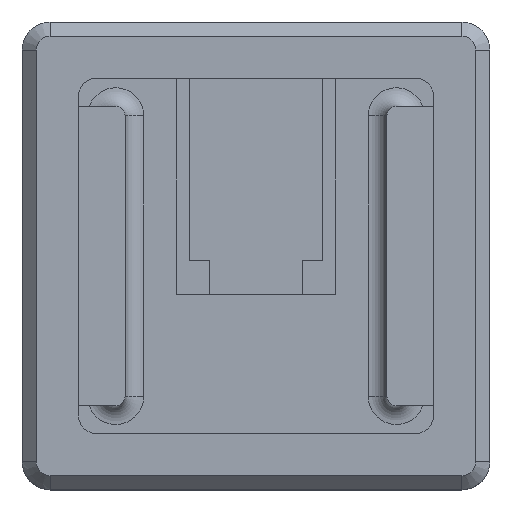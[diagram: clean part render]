
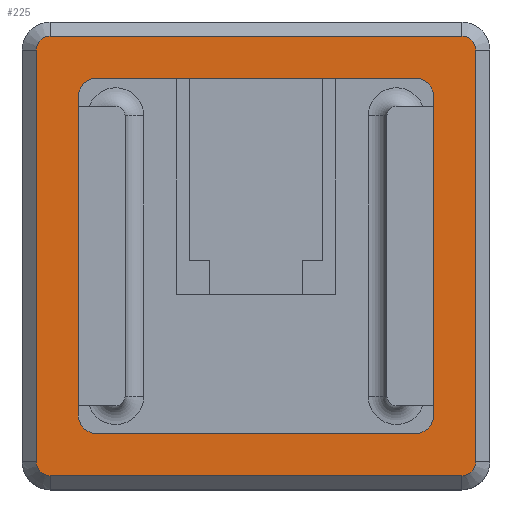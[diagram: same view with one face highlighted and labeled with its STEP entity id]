
A CAD part, top view. The second image highlights one B-rep face of the part: STEP entity #225.
In plain terms, the highlighted planar face has unit normal (0, 0, 1).
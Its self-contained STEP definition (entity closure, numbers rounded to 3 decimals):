
#225=ADVANCED_FACE('',(#491,#492),#342,.T.);
#342=PLANE('',#2159);
#403=CIRCLE('',#2151,4.);
#404=CIRCLE('',#2152,4.);
#405=CIRCLE('',#2153,4.);
#406=CIRCLE('',#2154,4.);
#407=CIRCLE('',#2155,3.);
#408=CIRCLE('',#2156,3.);
#409=CIRCLE('',#2157,3.);
#410=CIRCLE('',#2158,3.);
#491=FACE_BOUND('',#553,.T.);
#492=FACE_BOUND('',#554,.T.);
#553=EDGE_LOOP('',(#734,#735,#736,#737,#738,#739,#740,#741));
#554=EDGE_LOOP('',(#742,#743,#744,#745,#746,#747,#748,#749));
#734=ORIENTED_EDGE('',*,*,#1514,.F.);
#735=ORIENTED_EDGE('',*,*,#1515,.T.);
#736=ORIENTED_EDGE('',*,*,#1516,.F.);
#737=ORIENTED_EDGE('',*,*,#1517,.T.);
#738=ORIENTED_EDGE('',*,*,#1518,.F.);
#739=ORIENTED_EDGE('',*,*,#1519,.T.);
#740=ORIENTED_EDGE('',*,*,#1520,.F.);
#741=ORIENTED_EDGE('',*,*,#1521,.T.);
#742=ORIENTED_EDGE('',*,*,#1522,.T.);
#743=ORIENTED_EDGE('',*,*,#1523,.T.);
#744=ORIENTED_EDGE('',*,*,#1524,.T.);
#745=ORIENTED_EDGE('',*,*,#1525,.T.);
#746=ORIENTED_EDGE('',*,*,#1526,.T.);
#747=ORIENTED_EDGE('',*,*,#1527,.T.);
#748=ORIENTED_EDGE('',*,*,#1528,.T.);
#749=ORIENTED_EDGE('',*,*,#1529,.T.);
#1314=VERTEX_POINT('',#3038);
#1315=VERTEX_POINT('',#3039);
#1316=VERTEX_POINT('',#3041);
#1317=VERTEX_POINT('',#3043);
#1318=VERTEX_POINT('',#3045);
#1319=VERTEX_POINT('',#3047);
#1320=VERTEX_POINT('',#3049);
#1321=VERTEX_POINT('',#3051);
#1322=VERTEX_POINT('',#3054);
#1323=VERTEX_POINT('',#3055);
#1324=VERTEX_POINT('',#3057);
#1325=VERTEX_POINT('',#3059);
#1326=VERTEX_POINT('',#3061);
#1327=VERTEX_POINT('',#3063);
#1328=VERTEX_POINT('',#3065);
#1329=VERTEX_POINT('',#3067);
#1514=EDGE_CURVE('',#1314,#1315,#1796,.T.);
#1515=EDGE_CURVE('',#1314,#1316,#403,.T.);
#1516=EDGE_CURVE('',#1317,#1316,#1797,.T.);
#1517=EDGE_CURVE('',#1317,#1318,#404,.T.);
#1518=EDGE_CURVE('',#1319,#1318,#1798,.T.);
#1519=EDGE_CURVE('',#1319,#1320,#405,.T.);
#1520=EDGE_CURVE('',#1321,#1320,#1799,.T.);
#1521=EDGE_CURVE('',#1321,#1315,#406,.T.);
#1522=EDGE_CURVE('',#1322,#1323,#407,.T.);
#1523=EDGE_CURVE('',#1323,#1324,#1800,.T.);
#1524=EDGE_CURVE('',#1324,#1325,#408,.T.);
#1525=EDGE_CURVE('',#1325,#1326,#1801,.T.);
#1526=EDGE_CURVE('',#1326,#1327,#409,.T.);
#1527=EDGE_CURVE('',#1327,#1328,#1802,.T.);
#1528=EDGE_CURVE('',#1328,#1329,#410,.T.);
#1529=EDGE_CURVE('',#1329,#1322,#1803,.T.);
#1796=LINE('',#3037,#1982);
#1797=LINE('',#3042,#1983);
#1798=LINE('',#3046,#1984);
#1799=LINE('',#3050,#1985);
#1800=LINE('',#3056,#1986);
#1801=LINE('',#3060,#1987);
#1802=LINE('',#3064,#1988);
#1803=LINE('',#3068,#1989);
#1982=VECTOR('',#2406,1.);
#1983=VECTOR('',#2409,1.);
#1984=VECTOR('',#2412,1.);
#1985=VECTOR('',#2415,1.);
#1986=VECTOR('',#2420,1.);
#1987=VECTOR('',#2423,1.);
#1988=VECTOR('',#2426,1.);
#1989=VECTOR('',#2429,1.);
#2151=AXIS2_PLACEMENT_3D('',#3040,#2407,#2408);
#2152=AXIS2_PLACEMENT_3D('',#3044,#2410,#2411);
#2153=AXIS2_PLACEMENT_3D('',#3048,#2413,#2414);
#2154=AXIS2_PLACEMENT_3D('',#3052,#2416,#2417);
#2155=AXIS2_PLACEMENT_3D('',#3053,#2418,#2419);
#2156=AXIS2_PLACEMENT_3D('',#3058,#2421,#2422);
#2157=AXIS2_PLACEMENT_3D('',#3062,#2424,#2425);
#2158=AXIS2_PLACEMENT_3D('',#3066,#2427,#2428);
#2159=AXIS2_PLACEMENT_3D('',#3069,#2430,#2431);
#2406=DIRECTION('',(0.,-1.,0.));
#2407=DIRECTION('',(0.,0.,-1.));
#2408=DIRECTION('',(1.,0.,0.));
#2409=DIRECTION('',(-1.,0.,0.));
#2410=DIRECTION('',(0.,0.,-1.));
#2411=DIRECTION('',(1.,0.,0.));
#2412=DIRECTION('',(0.,1.,0.));
#2413=DIRECTION('',(0.,0.,-1.));
#2414=DIRECTION('',(1.,0.,0.));
#2415=DIRECTION('',(1.,0.,0.));
#2416=DIRECTION('',(0.,0.,-1.));
#2417=DIRECTION('',(1.,0.,0.));
#2418=DIRECTION('',(0.,0.,1.));
#2419=DIRECTION('',(1.,0.,0.));
#2420=DIRECTION('',(0.,-1.,0.));
#2421=DIRECTION('',(0.,0.,1.));
#2422=DIRECTION('',(1.,0.,0.));
#2423=DIRECTION('',(1.,0.,0.));
#2424=DIRECTION('',(0.,0.,1.));
#2425=DIRECTION('',(1.,0.,0.));
#2426=DIRECTION('',(0.,1.,0.));
#2427=DIRECTION('',(0.,0.,1.));
#2428=DIRECTION('',(1.,0.,0.));
#2429=DIRECTION('',(-1.,0.,0.));
#2430=DIRECTION('',(0.,0.,1.));
#2431=DIRECTION('',(1.,0.,0.));
#3037=CARTESIAN_POINT('',(-38.,0.,16.));
#3038=CARTESIAN_POINT('',(-38.,34.,16.));
#3039=CARTESIAN_POINT('',(-38.,-34.,16.));
#3040=CARTESIAN_POINT('',(-34.,34.,16.));
#3041=CARTESIAN_POINT('',(-34.,38.,16.));
#3042=CARTESIAN_POINT('',(0.,38.,16.));
#3043=CARTESIAN_POINT('',(34.,38.,16.));
#3044=CARTESIAN_POINT('',(34.,34.,16.));
#3045=CARTESIAN_POINT('',(38.,34.,16.));
#3046=CARTESIAN_POINT('',(38.,0.,16.));
#3047=CARTESIAN_POINT('',(38.,-34.,16.));
#3048=CARTESIAN_POINT('',(34.,-34.,16.));
#3049=CARTESIAN_POINT('',(34.,-38.,16.));
#3050=CARTESIAN_POINT('',(0.,-38.,16.));
#3051=CARTESIAN_POINT('',(-34.,-38.,16.));
#3052=CARTESIAN_POINT('',(-34.,-34.,16.));
#3053=CARTESIAN_POINT('',(-44.,44.,16.));
#3054=CARTESIAN_POINT('',(-44.,47.,16.));
#3055=CARTESIAN_POINT('',(-47.,44.,16.));
#3056=CARTESIAN_POINT('',(-47.,-44.,16.));
#3057=CARTESIAN_POINT('',(-47.,-44.,16.));
#3058=CARTESIAN_POINT('',(-44.,-44.,16.));
#3059=CARTESIAN_POINT('',(-44.,-47.,16.));
#3060=CARTESIAN_POINT('',(44.,-47.,16.));
#3061=CARTESIAN_POINT('',(44.,-47.,16.));
#3062=CARTESIAN_POINT('',(44.,-44.,16.));
#3063=CARTESIAN_POINT('',(47.,-44.,16.));
#3064=CARTESIAN_POINT('',(47.,44.,16.));
#3065=CARTESIAN_POINT('',(47.,44.,16.));
#3066=CARTESIAN_POINT('',(44.,44.,16.));
#3067=CARTESIAN_POINT('',(44.,47.,16.));
#3068=CARTESIAN_POINT('',(-44.,47.,16.));
#3069=CARTESIAN_POINT('',(0.,0.,16.));
